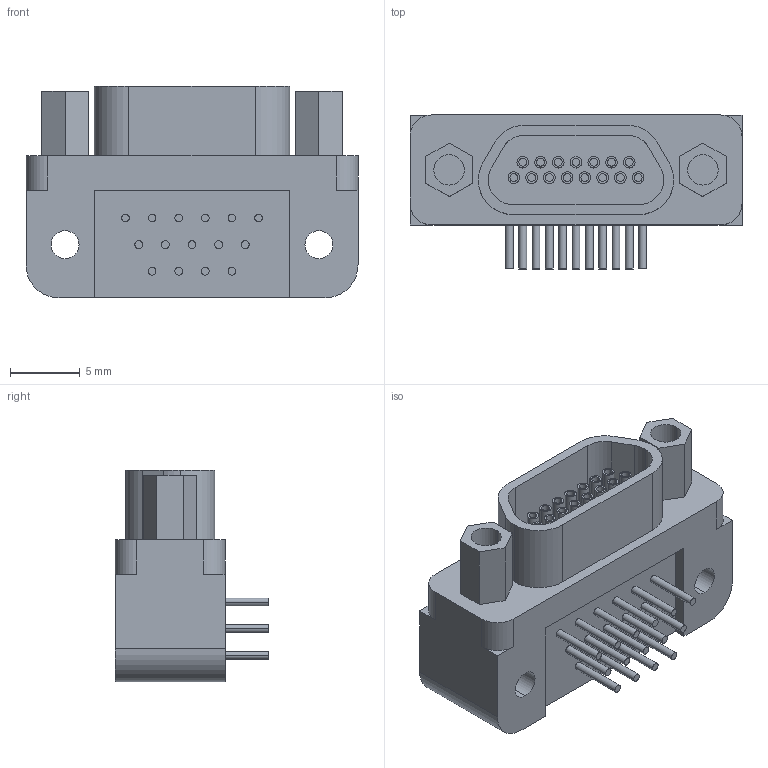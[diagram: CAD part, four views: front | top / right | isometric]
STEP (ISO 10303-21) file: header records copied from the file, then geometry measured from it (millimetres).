
FILE_DESCRIPTION(('STEP AP242'),'1');
FILE_NAME('gmr7590-15s1bsm.stp','2019-12-27T10:08:23',('TraceParts'),('TraceParts S.A.'),'Spatial InterOp 3D',' ',' ');
FILE_SCHEMA(('AP242_MANAGED_MODEL_BASED_3D_ENGINEERING_MIM_LF {1 0 10303 442 1 1 4}'));
Length unit declared in the file: millimetre
Products named in the file (1): gmr7590-15s1bsm
Bounding box: 23.75 x 11.01 x 15.16 mm (x, y, z)
Volume: 1916.6 mm3; surface area: 2092.5 mm2
Topology: 1 solids, 10 shells, 433 faces, 1044 edges, 696 vertices
Faces by surface type: plane 236, cylinder 120, bspline 77
Entity records: 20655 total; most frequent: CARTESIAN_POINT 7303, ORIENTED_EDGE 2088, DIRECTION 1844, EDGE_CURVE 1044, VERTEX_POINT 696, LINE 650, VECTOR 650, AXIS2_PLACEMENT_3D 597
